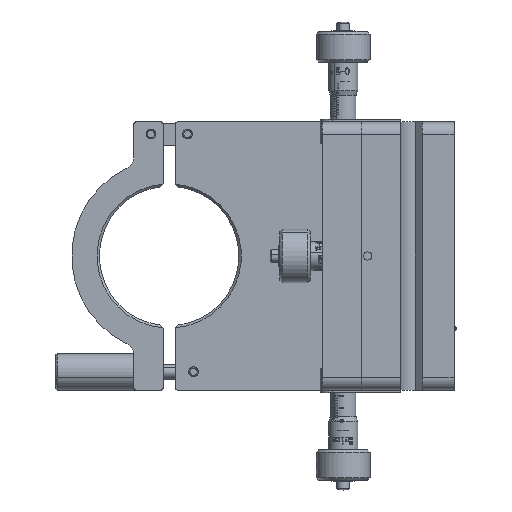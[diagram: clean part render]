
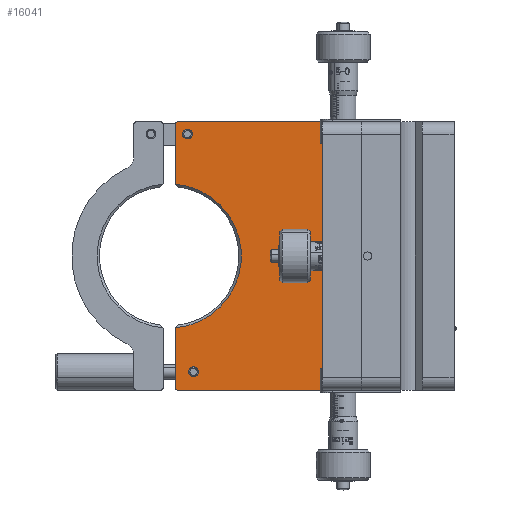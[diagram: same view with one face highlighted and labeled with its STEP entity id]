
A CAD part, left-side view. The second image highlights one B-rep face of the part: STEP entity #16041.
In plain terms, the highlighted planar face has unit normal (-1, 0, 0).
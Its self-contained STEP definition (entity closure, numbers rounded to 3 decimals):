
#1015 = ORIENTED_EDGE ( 'NONE', *, *, #12842, .T. ) ;
#1079 = ORIENTED_EDGE ( 'NONE', *, *, #3878, .T. ) ;
#1382 = AXIS2_PLACEMENT_3D ( 'NONE', #48483, #12841, #28745 ) ;
#1912 = EDGE_CURVE ( 'NONE', #28646, #29767, #36784, .T. ) ;
#2143 = VECTOR ( 'NONE', #13135, 1000. ) ;
#2484 = CARTESIAN_POINT ( 'NONE',  ( -40., 106.4, 87.269 ) ) ;
#2883 = DIRECTION ( 'NONE',  ( 0., 0., -1. ) ) ;
#2966 = VECTOR ( 'NONE', #23808, 1000. ) ;
#3076 = VERTEX_POINT ( 'NONE', #45331 ) ;
#3567 = VECTOR ( 'NONE', #11311, 1000. ) ;
#3773 = CIRCLE ( 'NONE', #17690, 2. ) ;
#3878 = EDGE_CURVE ( 'NONE', #50695, #18464, #22364, .T. ) ;
#4921 = VERTEX_POINT ( 'NONE', #39853 ) ;
#5401 = PLANE ( 'NONE',  #1382 ) ;
#5475 = CARTESIAN_POINT ( 'NONE',  ( -40., 101.4, 50. ) ) ;
#6328 = DIRECTION ( 'NONE',  ( 0., 0., -1. ) ) ;
#6912 = DIRECTION ( 'NONE',  ( -1., 0., 0. ) ) ;
#8161 = CARTESIAN_POINT ( 'NONE',  ( -40., 106.4, 29.591 ) ) ;
#9078 = EDGE_CURVE ( 'NONE', #36229, #32829, #41329, .T. ) ;
#9228 = AXIS2_PLACEMENT_3D ( 'NONE', #18800, #45729, #2883 ) ;
#9274 = CARTESIAN_POINT ( 'NONE',  ( -40., 101.4, 48. ) ) ;
#9409 = CARTESIAN_POINT ( 'NONE',  ( -40., 106.313, 29.487 ) ) ;
#9491 = FACE_OUTER_BOUND ( 'NONE', #40834, .T. ) ;
#9843 = EDGE_CURVE ( 'NONE', #4921, #20813, #28153, .T. ) ;
#10419 = CARTESIAN_POINT ( 'NONE',  ( -40., 98.9, -47.5 ) ) ;
#10421 = DIRECTION ( 'NONE',  ( 1., 0., 0. ) ) ;
#11311 = DIRECTION ( 'NONE',  ( 0., -1., 0. ) ) ;
#11634 = CARTESIAN_POINT ( 'NONE',  ( -40., 43.9, 55. ) ) ;
#12841 = DIRECTION ( 'NONE',  ( 1., 0., 0. ) ) ;
#12842 = EDGE_CURVE ( 'NONE', #18464, #18907, #45898, .T. ) ;
#13135 = DIRECTION ( 'NONE',  ( 0., 0.643, -0.766 ) ) ;
#13172 = CARTESIAN_POINT ( 'NONE',  ( -40., 106.4, 54. ) ) ;
#13257 = CARTESIAN_POINT ( 'NONE',  ( -40., 101.4, 52. ) ) ;
#13792 = EDGE_CURVE ( 'NONE', #47588, #50695, #28400, .T. ) ;
#14610 = CARTESIAN_POINT ( 'NONE',  ( -40., 105.4, -54. ) ) ;
#15681 = ORIENTED_EDGE ( 'NONE', *, *, #9078, .T. ) ;
#15744 = LINE ( 'NONE', #11634, #34365 ) ;
#16041 = ADVANCED_FACE ( 'NONE', ( #28489, #20553, #9491 ), #5401, .F. ) ;
#17169 = ORIENTED_EDGE ( 'NONE', *, *, #26154, .F. ) ;
#17690 = AXIS2_PLACEMENT_3D ( 'NONE', #10419, #26078, #6328 ) ;
#18180 = CIRCLE ( 'NONE', #24729, 2. ) ;
#18464 = VERTEX_POINT ( 'NONE', #22640 ) ;
#18800 = CARTESIAN_POINT ( 'NONE',  ( -40., 105.4, 54. ) ) ;
#18885 = CIRCLE ( 'NONE', #40157, 29.6 ) ;
#18907 = VERTEX_POINT ( 'NONE', #29477 ) ;
#19026 = CARTESIAN_POINT ( 'NONE',  ( -40., 43.9, -55. ) ) ;
#20553 = FACE_BOUND ( 'NONE', #47275, .T. ) ;
#20612 = EDGE_CURVE ( 'NONE', #21826, #42168, #45022, .T. ) ;
#20813 = VERTEX_POINT ( 'NONE', #9409 ) ;
#21826 = VERTEX_POINT ( 'NONE', #9274 ) ;
#22364 = LINE ( 'NONE', #19026, #3567 ) ;
#22640 = CARTESIAN_POINT ( 'NONE',  ( -40., 43.9, -55. ) ) ;
#22863 = AXIS2_PLACEMENT_3D ( 'NONE', #30624, #50607, #27541 ) ;
#23400 = ORIENTED_EDGE ( 'NONE', *, *, #45975, .T. ) ;
#23808 = DIRECTION ( 'NONE',  ( 0., -0.643, -0.766 ) ) ;
#23815 = DIRECTION ( 'NONE',  ( -1., 0., 0. ) ) ;
#23963 = CIRCLE ( 'NONE', #9228, 1. ) ;
#23971 = CARTESIAN_POINT ( 'NONE',  ( -40., 98.9, -49.5 ) ) ;
#24313 = CARTESIAN_POINT ( 'NONE',  ( -40., 106.4, 87.269 ) ) ;
#24713 = DIRECTION ( 'NONE',  ( 0., 0., 1. ) ) ;
#24729 = AXIS2_PLACEMENT_3D ( 'NONE', #5475, #25233, #24713 ) ;
#24923 = CARTESIAN_POINT ( 'NONE',  ( -40., 106.4, -29.591 ) ) ;
#25233 = DIRECTION ( 'NONE',  ( -1., 0., 0. ) ) ;
#25660 = CARTESIAN_POINT ( 'NONE',  ( -40., 43.9, -55. ) ) ;
#26078 = DIRECTION ( 'NONE',  ( 1., 0., 0. ) ) ;
#26154 = EDGE_CURVE ( 'NONE', #42168, #21826, #18180, .T. ) ;
#27213 = EDGE_LOOP ( 'NONE', ( #30028, #34892 ) ) ;
#27215 = EDGE_CURVE ( 'NONE', #3076, #29307, #23963, .T. ) ;
#27541 = DIRECTION ( 'NONE',  ( 0., 0., -1. ) ) ;
#27660 = CARTESIAN_POINT ( 'NONE',  ( -40., 101.4, 50. ) ) ;
#27914 = LINE ( 'NONE', #24313, #37299 ) ;
#28153 = LINE ( 'NONE', #8161, #2966 ) ;
#28400 = CIRCLE ( 'NONE', #33362, 1. ) ;
#28489 = FACE_BOUND ( 'NONE', #27213, .T. ) ;
#28646 = VERTEX_POINT ( 'NONE', #28945 ) ;
#28745 = DIRECTION ( 'NONE',  ( 0., 0., -1. ) ) ;
#28945 = CARTESIAN_POINT ( 'NONE',  ( -40., 98.9, -45.5 ) ) ;
#29307 = VERTEX_POINT ( 'NONE', #13172 ) ;
#29477 = CARTESIAN_POINT ( 'NONE',  ( -40., 43.9, 55. ) ) ;
#29767 = VERTEX_POINT ( 'NONE', #23971 ) ;
#29818 = ORIENTED_EDGE ( 'NONE', *, *, #47434, .T. ) ;
#30028 = ORIENTED_EDGE ( 'NONE', *, *, #33463, .T. ) ;
#30449 = ORIENTED_EDGE ( 'NONE', *, *, #20612, .F. ) ;
#30624 = CARTESIAN_POINT ( 'NONE',  ( -40., 98.9, -47.5 ) ) ;
#31281 = EDGE_CURVE ( 'NONE', #4921, #29307, #34537, .T. ) ;
#31859 = ORIENTED_EDGE ( 'NONE', *, *, #31281, .F. ) ;
#32829 = VERTEX_POINT ( 'NONE', #50518 ) ;
#33362 = AXIS2_PLACEMENT_3D ( 'NONE', #14610, #6912, #37708 ) ;
#33463 = EDGE_CURVE ( 'NONE', #29767, #28646, #3773, .T. ) ;
#33778 = DIRECTION ( 'NONE',  ( 0., 0., 1. ) ) ;
#33850 = CARTESIAN_POINT ( 'NONE',  ( -40., 106.4, -54. ) ) ;
#34365 = VECTOR ( 'NONE', #50608, 1000. ) ;
#34537 = LINE ( 'NONE', #2484, #50425 ) ;
#34892 = ORIENTED_EDGE ( 'NONE', *, *, #1912, .T. ) ;
#35217 = AXIS2_PLACEMENT_3D ( 'NONE', #27660, #23815, #47147 ) ;
#36229 = VERTEX_POINT ( 'NONE', #41898 ) ;
#36761 = ORIENTED_EDGE ( 'NONE', *, *, #27215, .T. ) ;
#36784 = CIRCLE ( 'NONE', #22863, 2. ) ;
#37299 = VECTOR ( 'NONE', #38938, 1000. ) ;
#37708 = DIRECTION ( 'NONE',  ( 0., 0., -1. ) ) ;
#38453 = DIRECTION ( 'NONE',  ( 0., 0., 1. ) ) ;
#38796 = EDGE_CURVE ( 'NONE', #47588, #32829, #27914, .T. ) ;
#38938 = DIRECTION ( 'NONE',  ( 0., 0., 1. ) ) ;
#39853 = CARTESIAN_POINT ( 'NONE',  ( -40., 106.4, 29.591 ) ) ;
#40157 = AXIS2_PLACEMENT_3D ( 'NONE', #45310, #10421, #42667 ) ;
#40620 = ORIENTED_EDGE ( 'NONE', *, *, #38796, .F. ) ;
#40834 = EDGE_LOOP ( 'NONE', ( #31859, #41565, #23400, #15681, #40620, #43366, #1079, #1015, #29818, #36761 ) ) ;
#41329 = LINE ( 'NONE', #24923, #2143 ) ;
#41565 = ORIENTED_EDGE ( 'NONE', *, *, #9843, .T. ) ;
#41898 = CARTESIAN_POINT ( 'NONE',  ( -40., 106.313, -29.487 ) ) ;
#41947 = CARTESIAN_POINT ( 'NONE',  ( -40., 105.4, -55. ) ) ;
#42168 = VERTEX_POINT ( 'NONE', #13257 ) ;
#42667 = DIRECTION ( 'NONE',  ( 0., 0., -1. ) ) ;
#43366 = ORIENTED_EDGE ( 'NONE', *, *, #13792, .T. ) ;
#45022 = CIRCLE ( 'NONE', #35217, 2. ) ;
#45310 = CARTESIAN_POINT ( 'NONE',  ( -40., 108.9, 0. ) ) ;
#45331 = CARTESIAN_POINT ( 'NONE',  ( -40., 105.4, 55. ) ) ;
#45729 = DIRECTION ( 'NONE',  ( -1., 0., 0. ) ) ;
#45898 = LINE ( 'NONE', #25660, #47992 ) ;
#45975 = EDGE_CURVE ( 'NONE', #20813, #36229, #18885, .T. ) ;
#47147 = DIRECTION ( 'NONE',  ( 0., 0., 1. ) ) ;
#47275 = EDGE_LOOP ( 'NONE', ( #17169, #30449 ) ) ;
#47434 = EDGE_CURVE ( 'NONE', #18907, #3076, #15744, .T. ) ;
#47588 = VERTEX_POINT ( 'NONE', #33850 ) ;
#47992 = VECTOR ( 'NONE', #38453, 1000. ) ;
#48483 = CARTESIAN_POINT ( 'NONE',  ( -40., 148.9, 55. ) ) ;
#50425 = VECTOR ( 'NONE', #33778, 1000. ) ;
#50518 = CARTESIAN_POINT ( 'NONE',  ( -40., 106.4, -29.591 ) ) ;
#50607 = DIRECTION ( 'NONE',  ( 1., 0., 0. ) ) ;
#50608 = DIRECTION ( 'NONE',  ( 0., 1., 0. ) ) ;
#50695 = VERTEX_POINT ( 'NONE', #41947 ) ;
